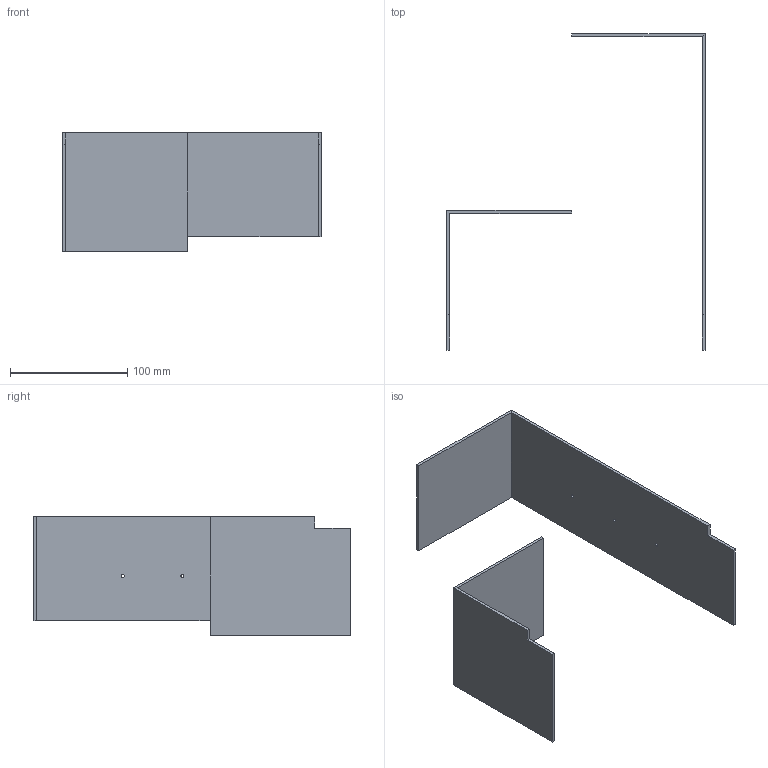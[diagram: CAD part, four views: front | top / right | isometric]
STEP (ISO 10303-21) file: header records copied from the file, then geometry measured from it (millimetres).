
FILE_DESCRIPTION(('produced by SPATIAL CORP'),'2;1');
FILE_NAME( 'control_shroud.prt.hh.sat.stp','2002-04-19T13:37:02+00:00',('SPATIAL CORP'),('SPATIAL CORP'), 'ACIS STEP Husk','http://www.spatial.com','SPATIAL CORP');
FILE_SCHEMA(('CONFIG_CONTROL_DESIGN'));
Length unit declared in the file: millimetre
Products named in the file (1): PRODUCT_ID_1
Bounding box: 220.98 x 270.51 x 101.6 mm (x, y, z)
Volume: 142389.6 mm3; surface area: 116223.7 mm2
Topology: 2 solids, 2 shells, 28 faces, 68 edges, 44 vertices
Faces by surface type: plane 22, cylinder 6
Entity records: 907 total; most frequent: CARTESIAN_POINT 140, DIRECTION 136, ORIENTED_EDGE 136, EDGE_CURVE 68, VECTOR 56, LINE 56, VERTEX_POINT 44, AXIS2_PLACEMENT_3D 40
